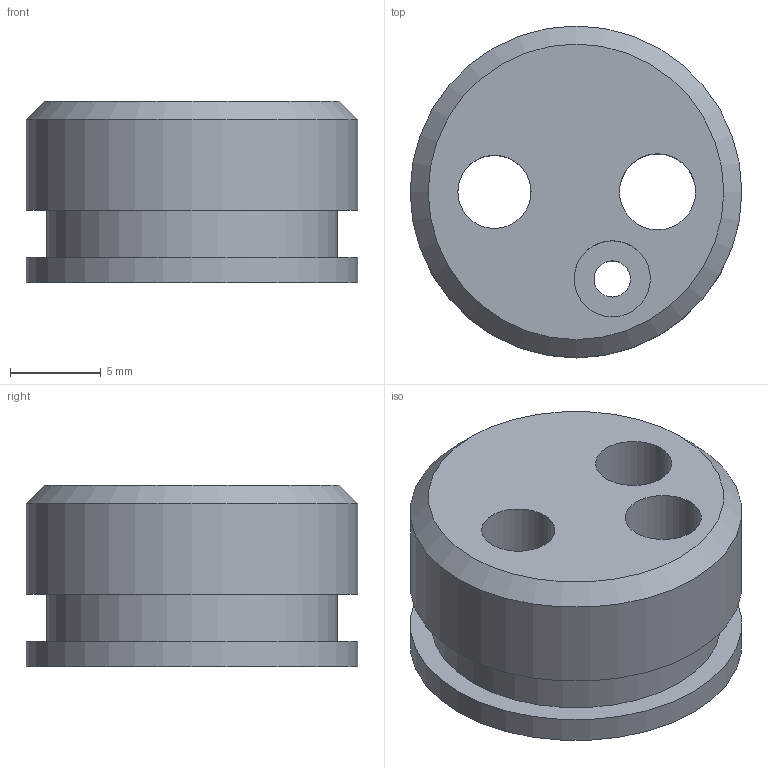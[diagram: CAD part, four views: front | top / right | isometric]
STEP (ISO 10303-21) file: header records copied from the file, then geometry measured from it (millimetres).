
FILE_DESCRIPTION(/* description */ ('STEP AP242','CAx-IF Rec.Pracs.---Representation and Presentation of Product Manufacturing Information (PMI)---4.0---2014-10-13','CAx-IF Rec.Pracs.---3D Tessellated Geometry---0.4---2014-09-14','2;1','CAx-IF Rec.Pracs.---User Defined Attributes---1.5---2016-08-15'),/* implementation_level */ '2;1');
FILE_NAME(/* name */ '690dd312400894685b74f711',/* time_stamp */ '2025-11-07T11:08:03Z',/* author */ (''),/* organization */ (''),/* preprocessor_version */ 'ST-DEVELOPER v20',/* originating_system */ 'ONSHAPE BY PTC INC, 1.206',/* authorisation */ ' ');
FILE_SCHEMA (('AP242_MANAGED_MODEL_BASED_3D_ENGINEERING_MIM_LF { 1 0 10303 442 1 1 4 }'));
Length unit declared in the file: metre
Products named in the file (1): Counter Lid
Bounding box: 18.3 x 18.3 x 10 mm (x, y, z)
Volume: 2100.5 mm3; surface area: 1460.8 mm2
Topology: 1 solids, 1 shells, 13 faces, 26 edges, 18 vertices
Faces by surface type: cylinder 7, plane 5, cone 1
Full cylindrical faces by diameter (mm): 2 x1, 4.039 x1, 4.2 x2, 16 x1, 18.3 x2
Entity records: 318 total; most frequent: DIRECTION 58, CARTESIAN_POINT 44, ORIENTED_EDGE 30, EDGE_LOOP 30, FACE_BOUND 30, AXIS2_PLACEMENT_3D 29, EDGE_CURVE 15, VERTEX_POINT 15
